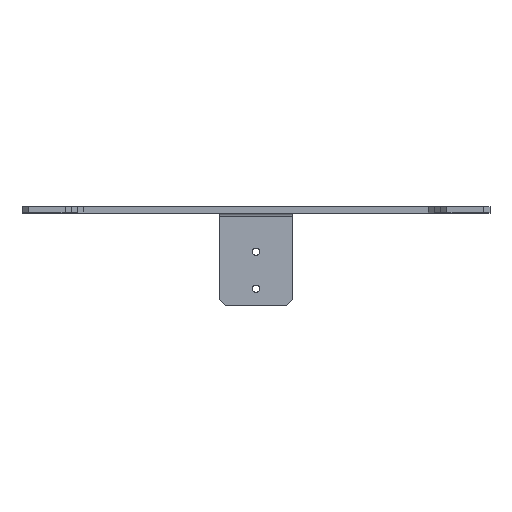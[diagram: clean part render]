
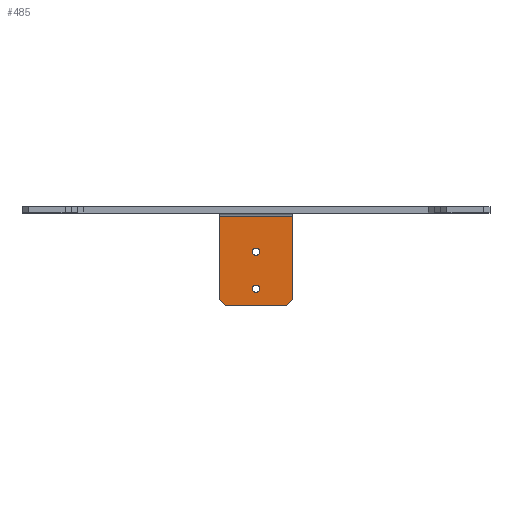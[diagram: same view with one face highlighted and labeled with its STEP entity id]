
A CAD part, top view. The second image highlights one B-rep face of the part: STEP entity #485.
In plain terms, the highlighted planar face has unit normal (0, 0, 1).
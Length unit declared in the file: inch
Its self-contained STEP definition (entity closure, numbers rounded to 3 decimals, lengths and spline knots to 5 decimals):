
#28 = LINE ( 'NONE', #108, #422 ) ;
#64 = LINE ( 'NONE', #442, #573 ) ;
#104 = CIRCLE ( 'NONE', #1379, 0.075 ) ;
#108 = CARTESIAN_POINT ( 'NONE',  ( 5.5, -1.875, -5.2825 ) ) ;
#143 = CARTESIAN_POINT ( 'NONE',  ( 5.5, -1.75, -5.2825 ) ) ;
#147 = VERTEX_POINT ( 'NONE', #1582 ) ;
#182 = DIRECTION ( 'NONE',  ( 0., 0., 1. ) ) ;
#185 = VERTEX_POINT ( 'NONE', #395 ) ;
#190 = DIRECTION ( 'NONE',  ( 0., 1., 0. ) ) ;
#191 = VERTEX_POINT ( 'NONE', #1457 ) ;
#228 = DIRECTION ( 'NONE',  ( 0.707, -0.707, 0. ) ) ;
#262 = VERTEX_POINT ( 'NONE', #896 ) ;
#264 = ORIENTED_EDGE ( 'NONE', *, *, #1090, .T. ) ;
#338 = LINE ( 'NONE', #427, #341 ) ;
#341 = VECTOR ( 'NONE', #190, 39.37008 ) ;
#360 = VERTEX_POINT ( 'NONE', #143 ) ;
#364 = CARTESIAN_POINT ( 'NONE',  ( 5.375, -1.875, -5.2825 ) ) ;
#395 = CARTESIAN_POINT ( 'NONE',  ( 4., -0.0625, -5.2825 ) ) ;
#418 = CARTESIAN_POINT ( 'NONE',  ( 0., 0., -5.2825 ) ) ;
#422 = VECTOR ( 'NONE', #1233, 39.37008 ) ;
#427 = CARTESIAN_POINT ( 'NONE',  ( 4., 0., -5.2825 ) ) ;
#442 = CARTESIAN_POINT ( 'NONE',  ( 1.125, 1.125, -5.2825 ) ) ;
#473 = LINE ( 'NONE', #491, #498 ) ;
#483 = DIRECTION ( 'NONE',  ( -1., 0., 0. ) ) ;
#485 = ADVANCED_FACE ( 'NONE', ( #1111, #1398, #1158 ), #1520, .T. ) ;
#491 = CARTESIAN_POINT ( 'NONE',  ( 4., -0.0625, -5.2825 ) ) ;
#498 = VECTOR ( 'NONE', #762, 39.37008 ) ;
#535 = AXIS2_PLACEMENT_3D ( 'NONE', #418, #1589, #1317 ) ;
#540 = CIRCLE ( 'NONE', #1039, 0.075 ) ;
#573 = VECTOR ( 'NONE', #228, 39.37008 ) ;
#574 = ORIENTED_EDGE ( 'NONE', *, *, #1375, .T. ) ;
#633 = CARTESIAN_POINT ( 'NONE',  ( 4.75, -1.535, -5.2825 ) ) ;
#676 = LINE ( 'NONE', #888, #1110 ) ;
#687 = CARTESIAN_POINT ( 'NONE',  ( 4.125, -1.875, -5.2825 ) ) ;
#696 = CARTESIAN_POINT ( 'NONE',  ( 3.625, -3.625, -5.2825 ) ) ;
#709 = ORIENTED_EDGE ( 'NONE', *, *, #1060, .F. ) ;
#715 = ORIENTED_EDGE ( 'NONE', *, *, #1253, .F. ) ;
#738 = EDGE_CURVE ( 'NONE', #147, #147, #540, .T. ) ;
#753 = VECTOR ( 'NONE', #838, 39.37008 ) ;
#762 = DIRECTION ( 'NONE',  ( 1., 0., 0. ) ) ;
#782 = ORIENTED_EDGE ( 'NONE', *, *, #1013, .F. ) ;
#838 = DIRECTION ( 'NONE',  ( 0.707, 0.707, 0. ) ) ;
#877 = EDGE_LOOP ( 'NONE', ( #709, #574, #715, #782, #1342, #264 ) ) ;
#888 = CARTESIAN_POINT ( 'NONE',  ( 4., -1.875, -5.2825 ) ) ;
#896 = CARTESIAN_POINT ( 'NONE',  ( 4.75, -1.61, -5.2825 ) ) ;
#905 = EDGE_CURVE ( 'NONE', #262, #262, #104, .T. ) ;
#924 = ORIENTED_EDGE ( 'NONE', *, *, #905, .F. ) ;
#945 = VERTEX_POINT ( 'NONE', #1594 ) ;
#947 = EDGE_CURVE ( 'NONE', #191, #185, #338, .T. ) ;
#972 = DIRECTION ( 'NONE',  ( 0., -1., 0. ) ) ;
#983 = EDGE_LOOP ( 'NONE', ( #924 ) ) ;
#1013 = EDGE_CURVE ( 'NONE', #185, #945, #473, .T. ) ;
#1039 = AXIS2_PLACEMENT_3D ( 'NONE', #1281, #1557, #1216 ) ;
#1060 = EDGE_CURVE ( 'NONE', #1396, #1551, #676, .T. ) ;
#1090 = EDGE_CURVE ( 'NONE', #191, #1551, #64, .T. ) ;
#1110 = VECTOR ( 'NONE', #483, 39.37008 ) ;
#1111 = FACE_BOUND ( 'NONE', #983, .T. ) ;
#1158 = FACE_OUTER_BOUND ( 'NONE', #877, .T. ) ;
#1212 = ORIENTED_EDGE ( 'NONE', *, *, #738, .F. ) ;
#1216 = DIRECTION ( 'NONE',  ( 0., -1., 0. ) ) ;
#1233 = DIRECTION ( 'NONE',  ( 0., -1., 0. ) ) ;
#1253 = EDGE_CURVE ( 'NONE', #945, #360, #28, .T. ) ;
#1281 = CARTESIAN_POINT ( 'NONE',  ( 4.75, -0.785, -5.2825 ) ) ;
#1317 = DIRECTION ( 'NONE',  ( 0., -1., 0. ) ) ;
#1342 = ORIENTED_EDGE ( 'NONE', *, *, #947, .F. ) ;
#1366 = LINE ( 'NONE', #696, #753 ) ;
#1375 = EDGE_CURVE ( 'NONE', #1396, #360, #1366, .T. ) ;
#1379 = AXIS2_PLACEMENT_3D ( 'NONE', #633, #182, #972 ) ;
#1389 = EDGE_LOOP ( 'NONE', ( #1212 ) ) ;
#1396 = VERTEX_POINT ( 'NONE', #364 ) ;
#1398 = FACE_BOUND ( 'NONE', #1389, .T. ) ;
#1457 = CARTESIAN_POINT ( 'NONE',  ( 4., -1.75, -5.2825 ) ) ;
#1520 = PLANE ( 'NONE',  #535 ) ;
#1551 = VERTEX_POINT ( 'NONE', #687 ) ;
#1557 = DIRECTION ( 'NONE',  ( 0., 0., 1. ) ) ;
#1582 = CARTESIAN_POINT ( 'NONE',  ( 4.75, -0.86, -5.2825 ) ) ;
#1589 = DIRECTION ( 'NONE',  ( 0., 0., 1. ) ) ;
#1594 = CARTESIAN_POINT ( 'NONE',  ( 5.5, -0.0625, -5.2825 ) ) ;
